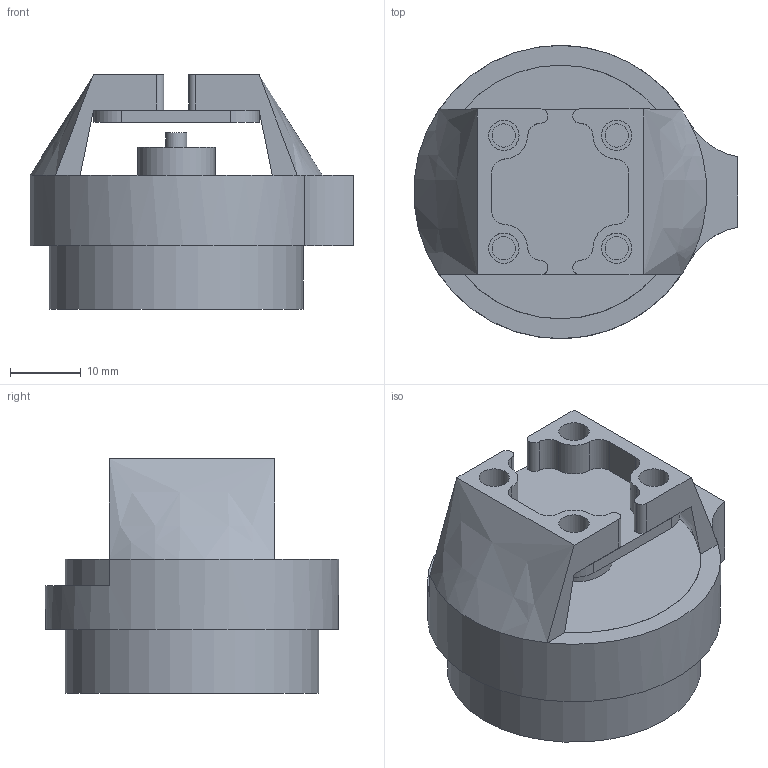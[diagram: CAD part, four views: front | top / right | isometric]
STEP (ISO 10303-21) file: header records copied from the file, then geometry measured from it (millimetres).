
FILE_DESCRIPTION(/* description */ (''),/* implementation_level */ '2;1');
FILE_NAME(/* name */ 'Encoder Mount.step',/* time_stamp */ '2025-12-13T16:10:53-08:00',/* author */ (''),/* organization */ (''),/* preprocessor_version */ 'ST-DEVELOPER v20.1',/* originating_system */ 'Autodesk Translation Framework v14.21.0.0',/* authorisation */ '');
FILE_SCHEMA (('AUTOMOTIVE_DESIGN { 1 0 10303 214 3 1 1 }'));
Length unit declared in the file: millimetre
Products named in the file (1): Encoder Mount
Bounding box: 45.91 x 41.6 x 33.25 mm (x, y, z)
Volume: 26713.8 mm3; surface area: 11157.2 mm2
Topology: 3 solids, 3 shells, 73 faces, 198 edges, 131 vertices
Faces by surface type: cylinder 40, plane 29, bspline 4
Full cylindrical faces by diameter (mm): 3 x1, 3.3 x4, 4.3 x5, 11 x1, 36 x2
Entity records: 2518 total; most frequent: CARTESIAN_POINT 535, DIRECTION 422, ORIENTED_EDGE 396, EDGE_CURVE 198, AXIS2_PLACEMENT_3D 159, VERTEX_POINT 131, LINE 104, VECTOR 104
